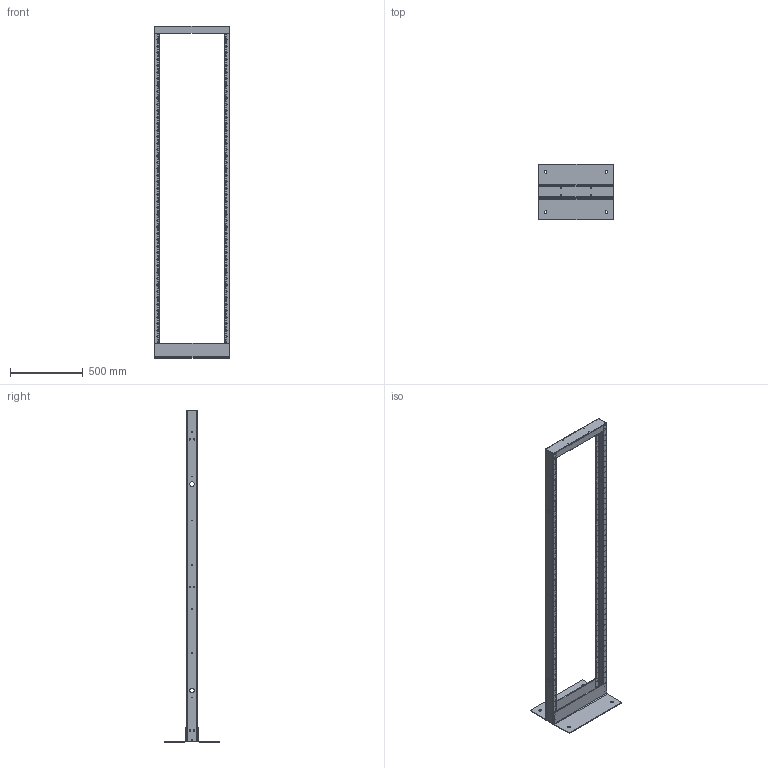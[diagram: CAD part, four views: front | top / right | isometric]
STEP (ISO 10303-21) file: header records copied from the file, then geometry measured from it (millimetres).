
FILE_DESCRIPTION (( 'STEP AP203' ), '1' );
FILE_NAME ('DNRR84HDW.step', '2020-11-12T17:07:03', ( 'ADC123' ), ( 'Microsoft' ), 'SwSTEP 2.0', 'SolidWorks 2019', '' );
FILE_SCHEMA (( 'CONFIG_CONTROL_DESIGN' ));
Length unit declared in the file: inch
Products named in the file (1): DNRR84HDW
Bounding box: 522.28 x 381 x 2288.39 mm (x, y, z)
Volume: 3769934.1 mm3; surface area: 2005936.5 mm2
Topology: 9 solids, 9 shells, 1678 faces, 4400 edges, 2932 vertices
Faces by surface type: plane 1002, cylinder 672, cone 4
Full cylindrical faces by diameter (mm): 4.496 x602, 4.775 x4, 6.35 x6, 6.528 x16, 7.137 x4, 9.525 x12, 19.05 x4, 31.75 x4
Entity records: 51219 total; most frequent: DIRECTION 8450, CARTESIAN_POINT 8355, ORIENTED_EDGE 7488, EDGE_LOOP 3814, EDGE_CURVE 3744, AXIS2_PLACEMENT_3D 3027, VERTEX_POINT 2932, LINE 2396
